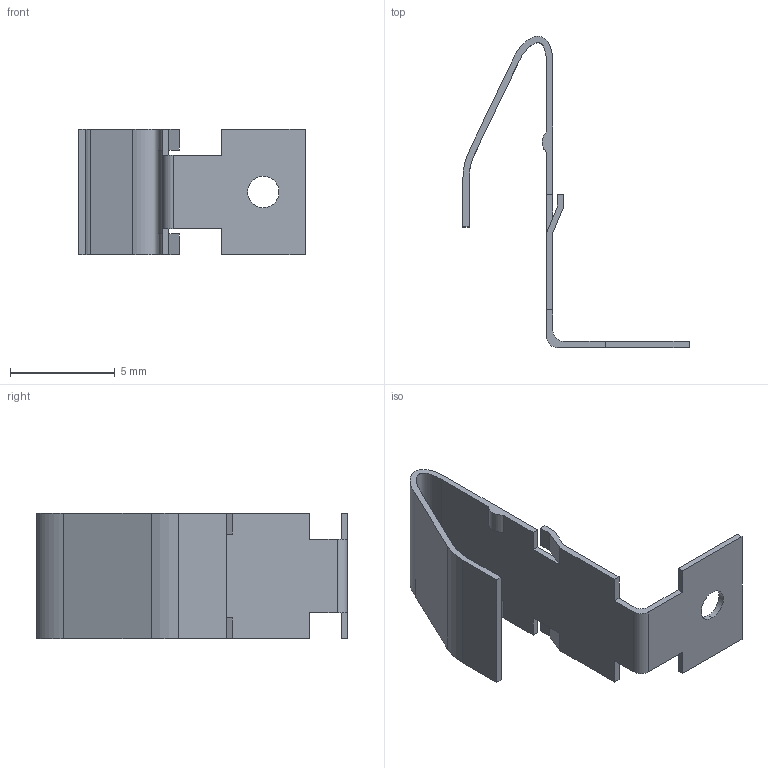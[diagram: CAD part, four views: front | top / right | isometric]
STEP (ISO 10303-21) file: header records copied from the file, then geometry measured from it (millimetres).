
FILE_DESCRIPTION (( 'STEP AP214' ), '1' );
FILE_NAME ('Battery-Holder_Metal-Lead.STEP', '2023-09-21T17:33:51', ( '' ), ( '' ), 'SwSTEP 2.0', 'SolidWorks 2022', '' );
FILE_SCHEMA (( 'AUTOMOTIVE_DESIGN' ));
Length unit declared in the file: millimetre
Products named in the file (1): Battery-Holder_Metal-Lead
Bounding box: 10.8 x 14.85 x 6 mm (x, y, z)
Volume: 53.1 mm3; surface area: 380.2 mm2
Topology: 1 solids, 1 shells, 51 faces, 145 edges, 96 vertices
Faces by surface type: plane 40, cylinder 9, bspline 2
Entity records: 1719 total; most frequent: CARTESIAN_POINT 347, ORIENTED_EDGE 290, DIRECTION 259, EDGE_CURVE 145, VECTOR 123, LINE 123, VERTEX_POINT 96, AXIS2_PLACEMENT_3D 68
